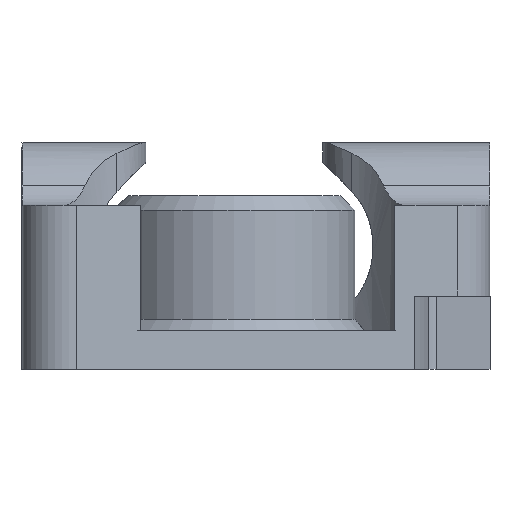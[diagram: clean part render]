
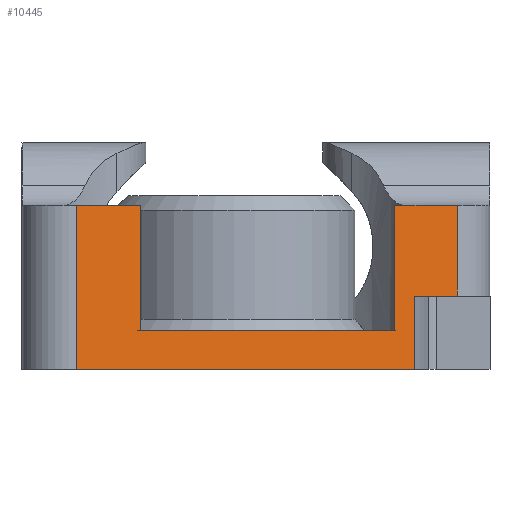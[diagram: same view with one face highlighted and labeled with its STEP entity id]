
A CAD part, left-side view. The second image highlights one B-rep face of the part: STEP entity #10445.
In plain terms, the highlighted planar face has unit normal (-0.969, -0.249, 0).
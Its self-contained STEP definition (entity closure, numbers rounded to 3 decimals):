
#1322=PLANE('',#10808);
#1884=FACE_OUTER_BOUND('',#2500,.T.);
#2500=EDGE_LOOP('',(#9811,#9812,#9813,#9814,#9815,#9816,#9817,#9818,#9819,
#9820));
#2535=LINE('',#12360,#3229);
#2537=LINE('',#12368,#3231);
#2552=LINE('',#12419,#3246);
#2560=LINE('',#12446,#3254);
#3142=LINE('',#21420,#3836);
#3157=LINE('',#21885,#3851);
#3167=LINE('',#22031,#3861);
#3184=LINE('',#22101,#3878);
#3189=LINE('',#22121,#3883);
#3195=LINE('',#22134,#3889);
#3229=VECTOR('',#10943,10.);
#3231=VECTOR('',#10951,10.);
#3246=VECTOR('',#11002,10.);
#3254=VECTOR('',#11030,10.);
#3836=VECTOR('',#11948,10.);
#3851=VECTOR('',#11999,10.);
#3861=VECTOR('',#12081,10.);
#3878=VECTOR('',#12164,10.);
#3883=VECTOR('',#12181,10.);
#3889=VECTOR('',#12201,10.);
#4073=VERTEX_POINT('',#12354);
#4075=VERTEX_POINT('',#12358);
#4078=VERTEX_POINT('',#12366);
#4096=VERTEX_POINT('',#12417);
#4105=VERTEX_POINT('',#12445);
#5002=VERTEX_POINT('',#21417);
#5003=VERTEX_POINT('',#21419);
#5038=VERTEX_POINT('',#21882);
#5039=VERTEX_POINT('',#21884);
#5072=VERTEX_POINT('',#22119);
#5135=EDGE_CURVE('',#4073,#4075,#2535,.T.);
#5139=EDGE_CURVE('',#4075,#4078,#2537,.T.);
#5165=EDGE_CURVE('',#4078,#4096,#2552,.T.);
#5180=EDGE_CURVE('',#4105,#4073,#2560,.T.);
#6521=EDGE_CURVE('',#5003,#5002,#3142,.T.);
#6572=EDGE_CURVE('',#5038,#5039,#3157,.T.);
#6613=EDGE_CURVE('',#5003,#5038,#3167,.T.);
#6643=EDGE_CURVE('',#4096,#5039,#3184,.T.);
#6650=EDGE_CURVE('',#5002,#5072,#3189,.T.);
#6656=EDGE_CURVE('',#4105,#5072,#3195,.T.);
#9811=ORIENTED_EDGE('',*,*,#5139,.T.);
#9812=ORIENTED_EDGE('',*,*,#5165,.T.);
#9813=ORIENTED_EDGE('',*,*,#6643,.T.);
#9814=ORIENTED_EDGE('',*,*,#6572,.F.);
#9815=ORIENTED_EDGE('',*,*,#6613,.F.);
#9816=ORIENTED_EDGE('',*,*,#6521,.T.);
#9817=ORIENTED_EDGE('',*,*,#6650,.T.);
#9818=ORIENTED_EDGE('',*,*,#6656,.F.);
#9819=ORIENTED_EDGE('',*,*,#5180,.T.);
#9820=ORIENTED_EDGE('',*,*,#5135,.T.);
#10445=ADVANCED_FACE('',(#1884),#1322,.T.);
#10808=AXIS2_PLACEMENT_3D('',#22133,#12199,#12200);
#10943=DIRECTION('',(0.,0.,1.));
#10951=DIRECTION('',(0.249,-0.969,0.));
#11002=DIRECTION('',(0.,0.,1.));
#11030=DIRECTION('',(0.249,-0.969,0.));
#11948=DIRECTION('',(0.,0.,1.));
#11999=DIRECTION('',(0.,0.,1.));
#12081=DIRECTION('',(0.249,-0.969,0.));
#12164=DIRECTION('',(-0.249,0.969,0.));
#12181=DIRECTION('',(-0.249,0.969,0.));
#12199=DIRECTION('center_axis',(-0.969,-0.249,0.));
#12200=DIRECTION('ref_axis',(0.249,-0.969,0.));
#12201=DIRECTION('',(0.,0.,1.));
#12354=CARTESIAN_POINT('',(-31.158,-18.648,0.));
#12358=CARTESIAN_POINT('',(-31.158,-18.648,7.6));
#12360=CARTESIAN_POINT('',(-31.158,-18.648,0.));
#12366=CARTESIAN_POINT('',(-30.008,-23.12,7.6));
#12368=CARTESIAN_POINT('',(-37.38,5.569,7.6));
#12417=CARTESIAN_POINT('',(-30.008,-23.12,17.));
#12419=CARTESIAN_POINT('',(-30.008,-23.12,0.));
#12445=CARTESIAN_POINT('',(-40.158,16.38,0.));
#12446=CARTESIAN_POINT('',(-40.158,16.38,0.));
#21417=CARTESIAN_POINT('',(-38.434,9.669,17.));
#21419=CARTESIAN_POINT('',(-38.434,9.669,4.));
#21420=CARTESIAN_POINT('',(-38.434,9.669,0.));
#21882=CARTESIAN_POINT('',(-31.675,-16.635,4.));
#21884=CARTESIAN_POINT('',(-31.675,-16.635,17.));
#21885=CARTESIAN_POINT('',(-31.675,-16.635,0.));
#22031=CARTESIAN_POINT('',(-40.158,16.38,4.));
#22101=CARTESIAN_POINT('',(-35.277,-2.618,17.));
#22119=CARTESIAN_POINT('',(-40.158,16.38,17.));
#22121=CARTESIAN_POINT('',(-35.277,-2.618,17.));
#22133=CARTESIAN_POINT('Origin',(-40.158,16.38,0.));
#22134=CARTESIAN_POINT('',(-40.158,16.38,0.));
